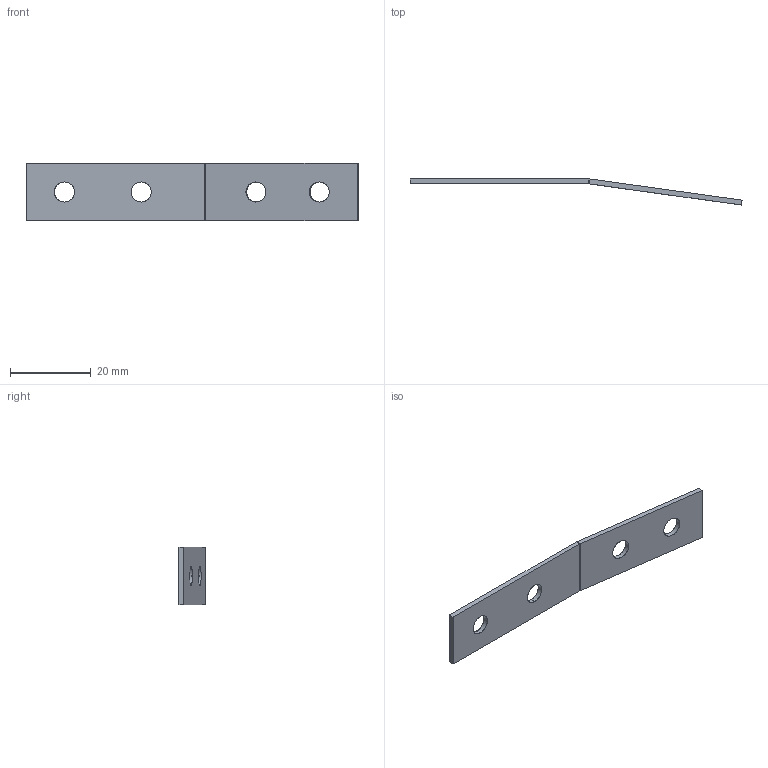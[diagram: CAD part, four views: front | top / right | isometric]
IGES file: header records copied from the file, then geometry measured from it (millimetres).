
Start section: SolidWorks IGES file using analytic representation for surfaces
Global section: file name: 98HD1101234_AdLIGO_AOS_SLC ACB Stiffener Side Extender.IGS; native system: SolidWorks 2010; preprocessor: SolidWorks 2010; author: mruiz; date: 110920.150527; units: inch
Bounding box: 82.36 x 6.46 x 14.29 mm (x, y, z)
Surface area: 2518.1 mm2 (no closed solid volume)
Topology: 0 solids, 0 shells, 22 faces, 344 edges, 344 vertices
Faces by surface type: bspline 12, revolution 10
